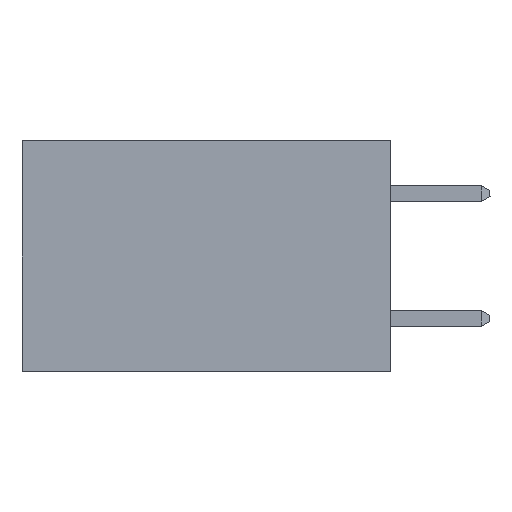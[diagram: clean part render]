
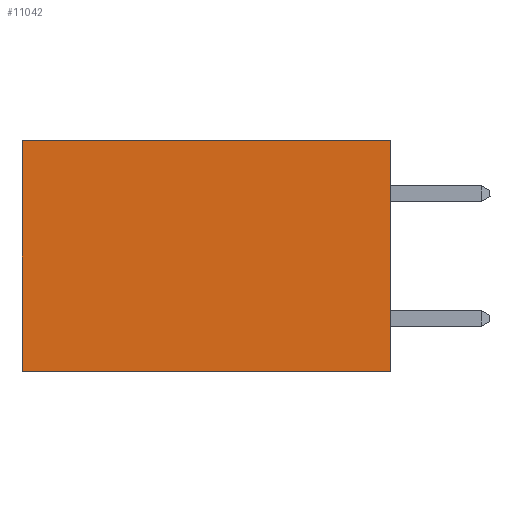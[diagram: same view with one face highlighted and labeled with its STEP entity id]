
A CAD part, left-side view. The second image highlights one B-rep face of the part: STEP entity #11042.
In plain terms, the highlighted planar face has unit normal (-1, 0, 0).
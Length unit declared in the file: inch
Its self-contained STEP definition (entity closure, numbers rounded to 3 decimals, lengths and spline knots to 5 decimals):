
#394 = DIRECTION ( 'NONE',  ( 0., 1., 0. ) ) ;
#448 = VERTEX_POINT ( 'NONE', #14591 ) ;
#802 = CARTESIAN_POINT ( 'NONE',  ( 0.277, 0., -0.37 ) ) ;
#869 = EDGE_CURVE ( 'NONE', #5861, #16673, #7605, .T. ) ;
#924 = VERTEX_POINT ( 'NONE', #8472 ) ;
#1221 = ORIENTED_EDGE ( 'NONE', *, *, #20035, .T. ) ;
#1434 = LINE ( 'NONE', #7309, #9495 ) ;
#1899 = AXIS2_PLACEMENT_3D ( 'NONE', #16321, #14775, #7775 ) ;
#2369 = ORIENTED_EDGE ( 'NONE', *, *, #5035, .F. ) ;
#4453 = FACE_OUTER_BOUND ( 'NONE', #8702, .T. ) ;
#5035 = EDGE_CURVE ( 'NONE', #16673, #448, #1434, .T. ) ;
#5861 = VERTEX_POINT ( 'NONE', #12141 ) ;
#7309 = CARTESIAN_POINT ( 'NONE',  ( 0.277, 0., -0.37 ) ) ;
#7502 = VECTOR ( 'NONE', #9244, 39.37008 ) ;
#7605 = LINE ( 'NONE', #8476, #11800 ) ;
#7775 = DIRECTION ( 'NONE',  ( 0., 0., -1. ) ) ;
#8472 = CARTESIAN_POINT ( 'NONE',  ( 0.277, 0.59, 0. ) ) ;
#8476 = CARTESIAN_POINT ( 'NONE',  ( 0.277, 0., -0.37 ) ) ;
#8538 = LINE ( 'NONE', #14448, #16462 ) ;
#8597 = DIRECTION ( 'NONE',  ( 0., 0., -1. ) ) ;
#8702 = EDGE_LOOP ( 'NONE', ( #20008, #2369, #20353, #1221 ) ) ;
#9244 = DIRECTION ( 'NONE',  ( 0., 1., 0. ) ) ;
#9405 = EDGE_CURVE ( 'NONE', #924, #448, #8538, .T. ) ;
#9495 = VECTOR ( 'NONE', #394, 39.37008 ) ;
#10145 = CARTESIAN_POINT ( 'NONE',  ( 0.277, 0., 0. ) ) ;
#11042 = ADVANCED_FACE ( 'NONE', ( #4453 ), #18328, .F. ) ;
#11800 = VECTOR ( 'NONE', #8597, 39.37008 ) ;
#11922 = DIRECTION ( 'NONE',  ( 0., 0., -1. ) ) ;
#12141 = CARTESIAN_POINT ( 'NONE',  ( 0.277, 0., 0. ) ) ;
#12201 = LINE ( 'NONE', #10145, #7502 ) ;
#14448 = CARTESIAN_POINT ( 'NONE',  ( 0.277, 0.59, -0.37 ) ) ;
#14591 = CARTESIAN_POINT ( 'NONE',  ( 0.277, 0.59, -0.37 ) ) ;
#14775 = DIRECTION ( 'NONE',  ( 1., 0., 0. ) ) ;
#16321 = CARTESIAN_POINT ( 'NONE',  ( 0.277, 0., -0.37 ) ) ;
#16462 = VECTOR ( 'NONE', #11922, 39.37008 ) ;
#16673 = VERTEX_POINT ( 'NONE', #802 ) ;
#18328 = PLANE ( 'NONE',  #1899 ) ;
#20008 = ORIENTED_EDGE ( 'NONE', *, *, #9405, .T. ) ;
#20035 = EDGE_CURVE ( 'NONE', #5861, #924, #12201, .T. ) ;
#20353 = ORIENTED_EDGE ( 'NONE', *, *, #869, .F. ) ;
